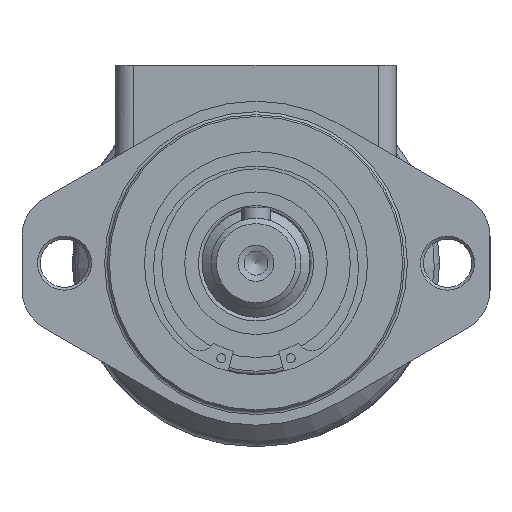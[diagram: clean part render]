
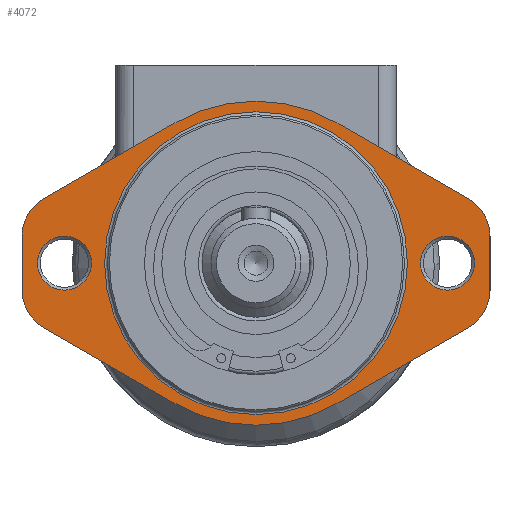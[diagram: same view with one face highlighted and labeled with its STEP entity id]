
A CAD part, left-side view. The second image highlights one B-rep face of the part: STEP entity #4072.
In plain terms, the highlighted planar face has unit normal (-1, 0, 0).
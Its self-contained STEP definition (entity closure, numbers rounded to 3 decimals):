
#137=PLANE('',#4439);
#268=LINE('',#6387,#474);
#271=LINE('',#6395,#477);
#274=LINE('',#6403,#480);
#277=LINE('',#6411,#483);
#280=LINE('',#6419,#486);
#283=LINE('',#6427,#489);
#474=VECTOR('',#5005,1000.);
#477=VECTOR('',#5014,1000.);
#480=VECTOR('',#5023,1000.);
#483=VECTOR('',#5032,1000.);
#486=VECTOR('',#5041,1000.);
#489=VECTOR('',#5050,1000.);
#687=CIRCLE('',#4413,12.);
#688=CIRCLE('',#4416,12.);
#689=CIRCLE('',#4419,45.);
#690=CIRCLE('',#4422,12.);
#691=CIRCLE('',#4425,12.);
#692=CIRCLE('',#4428,45.);
#697=CIRCLE('',#4438,42.05);
#698=CIRCLE('',#4440,7.5);
#699=CIRCLE('',#4441,7.5);
#1014=ORIENTED_EDGE('',*,*,#2070,.T.);
#1015=ORIENTED_EDGE('',*,*,#2071,.T.);
#1016=ORIENTED_EDGE('',*,*,#2069,.T.);
#1017=ORIENTED_EDGE('',*,*,#2041,.F.);
#1018=ORIENTED_EDGE('',*,*,#2064,.F.);
#1019=ORIENTED_EDGE('',*,*,#2062,.F.);
#1020=ORIENTED_EDGE('',*,*,#2060,.F.);
#1021=ORIENTED_EDGE('',*,*,#2058,.F.);
#1022=ORIENTED_EDGE('',*,*,#2056,.F.);
#1023=ORIENTED_EDGE('',*,*,#2054,.F.);
#1024=ORIENTED_EDGE('',*,*,#2052,.F.);
#1025=ORIENTED_EDGE('',*,*,#2050,.F.);
#1026=ORIENTED_EDGE('',*,*,#2048,.F.);
#1027=ORIENTED_EDGE('',*,*,#2046,.F.);
#1028=ORIENTED_EDGE('',*,*,#2044,.F.);
#2041=EDGE_CURVE('',#2583,#2584,#687,.T.);
#2044=EDGE_CURVE('',#2584,#2585,#268,.T.);
#2046=EDGE_CURVE('',#2585,#2586,#688,.T.);
#2048=EDGE_CURVE('',#2586,#2587,#271,.T.);
#2050=EDGE_CURVE('',#2587,#2588,#689,.T.);
#2052=EDGE_CURVE('',#2588,#2589,#274,.T.);
#2054=EDGE_CURVE('',#2589,#2590,#690,.T.);
#2056=EDGE_CURVE('',#2590,#2591,#277,.T.);
#2058=EDGE_CURVE('',#2591,#2592,#691,.T.);
#2060=EDGE_CURVE('',#2592,#2593,#280,.T.);
#2062=EDGE_CURVE('',#2593,#2594,#692,.T.);
#2064=EDGE_CURVE('',#2594,#2583,#283,.T.);
#2069=EDGE_CURVE('',#2599,#2599,#697,.T.);
#2070=EDGE_CURVE('',#2600,#2600,#698,.T.);
#2071=EDGE_CURVE('',#2601,#2601,#699,.T.);
#2583=VERTEX_POINT('',#6382);
#2584=VERTEX_POINT('',#6383);
#2585=VERTEX_POINT('',#6388);
#2586=VERTEX_POINT('',#6392);
#2587=VERTEX_POINT('',#6396);
#2588=VERTEX_POINT('',#6400);
#2589=VERTEX_POINT('',#6404);
#2590=VERTEX_POINT('',#6408);
#2591=VERTEX_POINT('',#6412);
#2592=VERTEX_POINT('',#6416);
#2593=VERTEX_POINT('',#6420);
#2594=VERTEX_POINT('',#6424);
#2599=VERTEX_POINT('',#6441);
#2600=VERTEX_POINT('',#6444);
#2601=VERTEX_POINT('',#6446);
#3085=EDGE_LOOP('',(#1014));
#3086=EDGE_LOOP('',(#1015));
#3087=EDGE_LOOP('',(#1016));
#3088=EDGE_LOOP('',(#1017,#1018,#1019,#1020,#1021,#1022,#1023,#1024,#1025,
#1026,#1027,#1028));
#3541=FACE_BOUND('',#3085,.T.);
#3542=FACE_BOUND('',#3086,.T.);
#3543=FACE_BOUND('',#3087,.T.);
#3544=FACE_BOUND('',#3088,.T.);
#4072=ADVANCED_FACE('',(#3541,#3542,#3543,#3544),#137,.F.);
#4413=AXIS2_PLACEMENT_3D('',#6381,#4999,#5000);
#4416=AXIS2_PLACEMENT_3D('',#6391,#5009,#5010);
#4419=AXIS2_PLACEMENT_3D('',#6399,#5018,#5019);
#4422=AXIS2_PLACEMENT_3D('',#6407,#5027,#5028);
#4425=AXIS2_PLACEMENT_3D('',#6415,#5036,#5037);
#4428=AXIS2_PLACEMENT_3D('',#6423,#5045,#5046);
#4438=AXIS2_PLACEMENT_3D('',#6440,#5067,#5068);
#4439=AXIS2_PLACEMENT_3D('',#6442,#5069,#5070);
#4440=AXIS2_PLACEMENT_3D('',#6443,#5071,#5072);
#4441=AXIS2_PLACEMENT_3D('',#6445,#5073,#5074);
#4999=DIRECTION('',(1.,0.,0.));
#5000=DIRECTION('',(0.,0.,-1.));
#5005=DIRECTION('',(0.,-1.,0.));
#5009=DIRECTION('',(1.,0.,0.));
#5010=DIRECTION('',(0.,0.,-1.));
#5014=DIRECTION('',(0.,-0.5,-0.866));
#5018=DIRECTION('',(1.,0.,0.));
#5019=DIRECTION('',(0.,0.,-1.));
#5023=DIRECTION('',(0.,0.5,-0.866));
#5027=DIRECTION('',(1.,0.,0.));
#5028=DIRECTION('',(0.,0.,-1.));
#5032=DIRECTION('',(0.,1.,0.));
#5036=DIRECTION('',(1.,0.,0.));
#5037=DIRECTION('',(0.,0.,-1.));
#5041=DIRECTION('',(0.,0.5,0.866));
#5045=DIRECTION('',(1.,0.,0.));
#5046=DIRECTION('',(0.,0.,-1.));
#5050=DIRECTION('',(0.,-0.5,0.866));
#5067=DIRECTION('',(1.,0.,0.));
#5068=DIRECTION('',(0.,0.,-1.));
#5069=DIRECTION('',(1.,0.,0.));
#5070=DIRECTION('',(0.,0.,-1.));
#5071=DIRECTION('',(1.,0.,0.));
#5072=DIRECTION('',(0.,0.,-1.));
#5073=DIRECTION('',(1.,0.,0.));
#5074=DIRECTION('',(0.,0.,-1.));
#6381=CARTESIAN_POINT('',(8.,7.506,53.));
#6382=CARTESIAN_POINT('',(8.,17.898,59.));
#6383=CARTESIAN_POINT('',(8.,7.506,65.));
#6387=CARTESIAN_POINT('',(8.,7.506,65.));
#6388=CARTESIAN_POINT('',(8.,-7.506,65.));
#6391=CARTESIAN_POINT('',(8.,-7.506,53.));
#6392=CARTESIAN_POINT('',(8.,-17.898,59.));
#6395=CARTESIAN_POINT('',(8.,-17.898,59.));
#6396=CARTESIAN_POINT('',(8.,-38.971,22.5));
#6399=CARTESIAN_POINT('',(8.,0.,0.));
#6400=CARTESIAN_POINT('',(8.,-38.971,-22.5));
#6403=CARTESIAN_POINT('',(8.,-38.971,-22.5));
#6404=CARTESIAN_POINT('',(8.,-17.898,-59.));
#6407=CARTESIAN_POINT('',(8.,-7.506,-53.));
#6408=CARTESIAN_POINT('',(8.,-7.506,-65.));
#6411=CARTESIAN_POINT('',(8.,-7.506,-65.));
#6412=CARTESIAN_POINT('',(8.,7.506,-65.));
#6415=CARTESIAN_POINT('',(8.,7.506,-53.));
#6416=CARTESIAN_POINT('',(8.,17.898,-59.));
#6419=CARTESIAN_POINT('',(8.,17.898,-59.));
#6420=CARTESIAN_POINT('',(8.,38.971,-22.5));
#6423=CARTESIAN_POINT('',(8.,0.,0.));
#6424=CARTESIAN_POINT('',(8.,38.971,22.5));
#6427=CARTESIAN_POINT('',(8.,38.971,22.5));
#6440=CARTESIAN_POINT('',(8.,0.,0.));
#6441=CARTESIAN_POINT('',(8.,0.,-42.05));
#6442=CARTESIAN_POINT('',(8.,42.05,0.));
#6443=CARTESIAN_POINT('',(8.,0.,-53.2));
#6444=CARTESIAN_POINT('',(8.,0.,-60.7));
#6445=CARTESIAN_POINT('',(8.,0.,53.2));
#6446=CARTESIAN_POINT('',(8.,0.,45.7));
